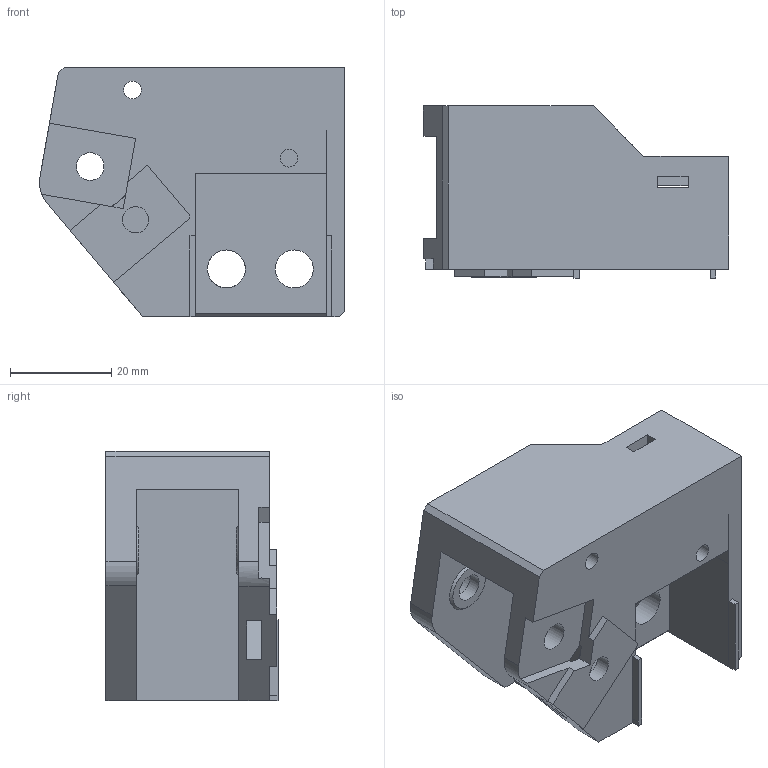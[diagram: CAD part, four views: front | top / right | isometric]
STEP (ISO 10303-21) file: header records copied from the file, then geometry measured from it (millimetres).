
FILE_DESCRIPTION(/* description */ (''),/* implementation_level */ '2;1');
FILE_NAME(/* name */ 'Right XY Bottom.step',/* time_stamp */ '2023-04-14T10:23:42-05:00',/* author */ (''),/* organization */ (''),/* preprocessor_version */ 'ST-DEVELOPER v19.2',/* originating_system */ 'Autodesk Translation Framework v11.17.0.187',/* authorisation */ '');
FILE_SCHEMA (('AUTOMOTIVE_DESIGN { 1 0 10303 214 3 1 1 }'));
Length unit declared in the file: millimetre
Products named in the file (2): Right-Bottom XY Joiner; Component2
Assembly tree (1 placements, depth 2):
  Right-Bottom XY Joiner
    Component2
Bounding box: 60.31 x 34.01 x 49.25 mm (x, y, z)
Volume: 46808.6 mm3; surface area: 15854 mm2
Topology: 1 solids, 1 shells, 79 faces, 220 edges, 145 vertices
Faces by surface type: plane 62, cylinder 13, cone 3, bspline 1
Full cylindrical faces by diameter (mm): 3.5 x3, 5.2 x2, 5.5 x2, 7.5 x2, 8.75 x1
Entity records: 2724 total; most frequent: CARTESIAN_POINT 580, ORIENTED_EDGE 440, DIRECTION 408, EDGE_CURVE 220, LINE 182, VECTOR 182, VERTEX_POINT 145, AXIS2_PLACEMENT_3D 113
